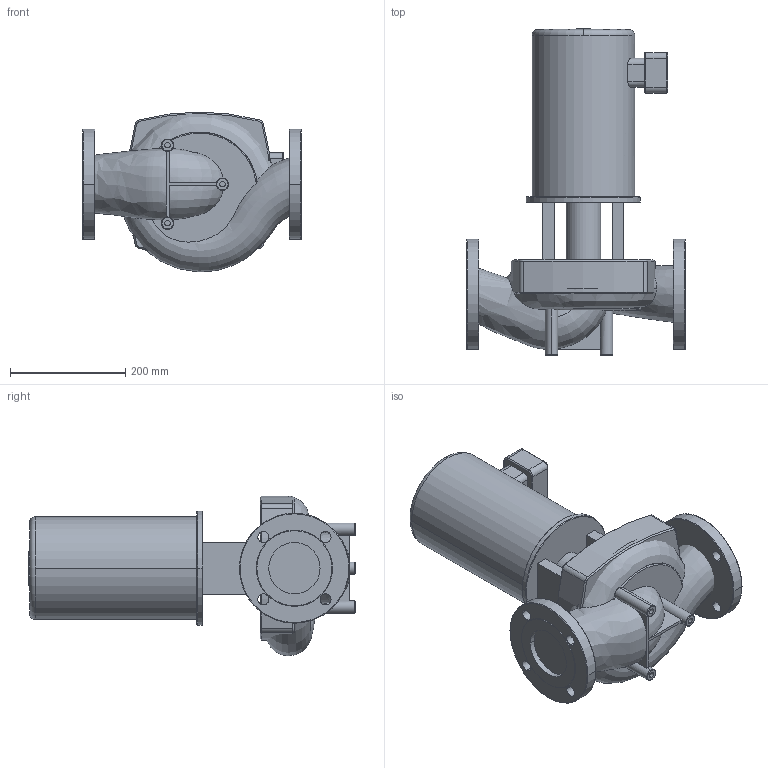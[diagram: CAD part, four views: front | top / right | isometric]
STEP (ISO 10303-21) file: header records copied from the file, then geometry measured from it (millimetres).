
FILE_DESCRIPTION((''),'2;1');
FILE_NAME('3d_IPL3-26_360-4 115_208-230_TEFC-2705387.stp','2009-12-21T08:52:26',(''),(''),'Mechanical Desktop 2008','Mechanical Desktop 2008',', , ');
FILE_SCHEMA(('CONFIG_CONTROL_DESIGN'));
Length unit declared in the file: inch
Products named in the file (1): Product
Bounding box: 381 x 564.79 x 276.98 mm (x, y, z)
Volume: 18865567.5 mm3; surface area: 899547.3 mm2
Topology: 10 solids, 10 shells, 220 faces, 534 edges, 344 vertices
Faces by surface type: bspline 78, cylinder 54, plane 45, cone 22, torus 21
Full cylindrical faces by diameter (mm): 21.431 x1
Entity records: 13521 total; most frequent: CARTESIAN_POINT 8363, ORIENTED_EDGE 1068, DIRECTION 1004, EDGE_CURVE 534, AXIS2_PLACEMENT_3D 375, VERTEX_POINT 344, VECTOR 254, LINE 254
